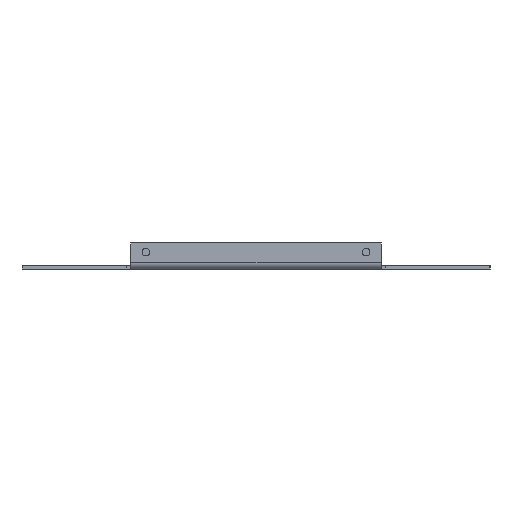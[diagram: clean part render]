
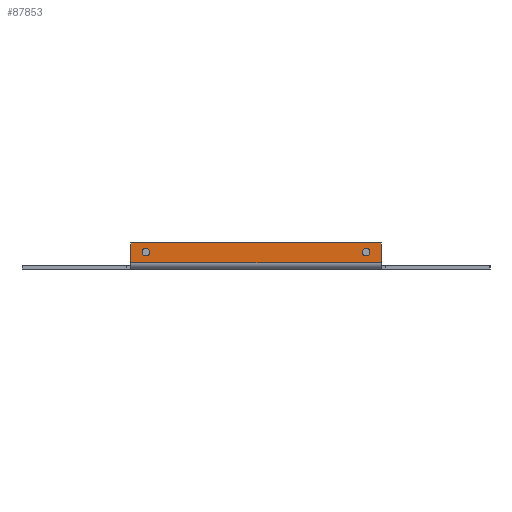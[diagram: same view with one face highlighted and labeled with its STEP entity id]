
A CAD part, left-side view. The second image highlights one B-rep face of the part: STEP entity #87853.
In plain terms, the highlighted planar face has unit normal (-1, 0, 0).
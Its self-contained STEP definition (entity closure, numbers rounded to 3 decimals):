
#17=FACE_BOUND('',#13506,.T.);
#18=FACE_BOUND('',#13507,.T.);
#5390=PLANE('',#91941);
#9445=FACE_OUTER_BOUND('',#13505,.T.);
#13505=EDGE_LOOP('',(#75613,#75614,#75615,#75616));
#13506=EDGE_LOOP('',(#75617));
#13507=EDGE_LOOP('',(#75618));
#26955=LINE('',#136442,#39111);
#26959=LINE('',#136454,#39115);
#26966=LINE('',#136470,#39122);
#26968=LINE('',#136473,#39124);
#39111=VECTOR('',#112120,10.);
#39115=VECTOR('',#112130,1.44);
#39122=VECTOR('',#112143,10.);
#39124=VECTOR('',#112147,10.);
#39187=CIRCLE('',#87903,1.25);
#39189=CIRCLE('',#87906,1.25);
#39199=VERTEX_POINT('',#112272);
#39201=VERTEX_POINT('',#112278);
#47255=VERTEX_POINT('',#136440);
#47256=VERTEX_POINT('',#136441);
#47261=VERTEX_POINT('',#136452);
#47267=VERTEX_POINT('',#136469);
#47311=EDGE_CURVE('',#39199,#39199,#39187,.T.);
#47314=EDGE_CURVE('',#39201,#39201,#39189,.T.);
#59395=EDGE_CURVE('',#47255,#47256,#26955,.T.);
#59401=EDGE_CURVE('',#47261,#47256,#26959,.T.);
#59409=EDGE_CURVE('',#47267,#47261,#26966,.T.);
#59411=EDGE_CURVE('',#47255,#47267,#26968,.T.);
#75613=ORIENTED_EDGE('',*,*,#59395,.T.);
#75614=ORIENTED_EDGE('',*,*,#59401,.F.);
#75615=ORIENTED_EDGE('',*,*,#59409,.F.);
#75616=ORIENTED_EDGE('',*,*,#59411,.F.);
#75617=ORIENTED_EDGE('',*,*,#47311,.T.);
#75618=ORIENTED_EDGE('',*,*,#47314,.T.);
#87853=ADVANCED_FACE('',(#9445,#17,#18),#5390,.F.);
#87903=AXIS2_PLACEMENT_3D('',#112273,#91976,#91977);
#87906=AXIS2_PLACEMENT_3D('',#112279,#91983,#91984);
#91941=AXIS2_PLACEMENT_3D('',#136472,#112145,#112146);
#91976=DIRECTION('center_axis',(1.,0.,0.));
#91977=DIRECTION('ref_axis',(0.,0.,1.));
#91983=DIRECTION('center_axis',(1.,0.,0.));
#91984=DIRECTION('ref_axis',(0.,0.,1.));
#112120=DIRECTION('',(0.,-1.,0.));
#112130=DIRECTION('',(0.,0.,-1.));
#112143=DIRECTION('',(0.,-1.,0.));
#112145=DIRECTION('center_axis',(1.,0.,0.));
#112146=DIRECTION('ref_axis',(0.,0.,-1.));
#112147=DIRECTION('',(0.,0.,1.));
#112272=CARTESIAN_POINT('',(-162.26,36.,4.25));
#112273=CARTESIAN_POINT('Origin',(-162.26,36.,5.5));
#112278=CARTESIAN_POINT('',(-162.26,-36.,4.25));
#112279=CARTESIAN_POINT('Origin',(-162.26,-36.,5.5));
#136440=CARTESIAN_POINT('',(-162.26,41.,2.));
#136441=CARTESIAN_POINT('',(-162.26,-41.,2.));
#136442=CARTESIAN_POINT('',(-162.26,0.,2.));
#136452=CARTESIAN_POINT('',(-162.26,-41.,8.5));
#136454=CARTESIAN_POINT('',(-162.26,-41.,-2.524));
#136469=CARTESIAN_POINT('',(-162.26,41.,8.5));
#136470=CARTESIAN_POINT('',(-162.26,41.,8.5));
#136472=CARTESIAN_POINT('Origin',(-162.26,0.,4.119));
#136473=CARTESIAN_POINT('',(-162.26,41.,2.));
